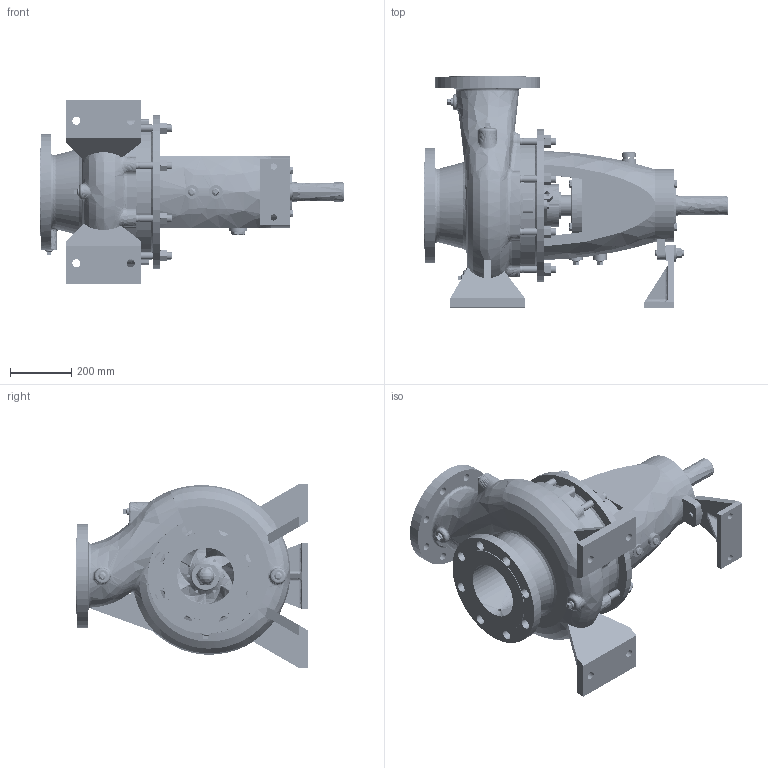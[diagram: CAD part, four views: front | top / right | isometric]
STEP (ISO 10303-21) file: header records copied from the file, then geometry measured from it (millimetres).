
FILE_DESCRIPTION(('FreeCAD Model'),'2;1');
FILE_NAME('Open CASCADE Shape Model','2025-05-08T08:48:54',('FreeCAD'),( 'FreeCAD'),'Open CASCADE STEP processor 7.6','FreeCAD','Unknown');
FILE_SCHEMA(('AUTOMOTIVE_DESIGN { 1 0 10303 214 1 1 1 1 }'));
Products named in the file (1): Open CASCADE STEP translator 7.6 1
Bounding box: 993.92 x 756.56 x 600.8 mm (x, y, z)
Volume: 59209730.2 mm3; surface area: 5829087.4 mm2
Topology: 88 solids, 90 shells, 2544 faces, 5908 edges, 3522 vertices
Faces by surface type: bspline 2544
Entity records: 110918 total; most frequent: CARTESIAN_POINT 78002, ORIENTED_EDGE 11558, EDGE_CURVE 5779, VERTEX_POINT 3501, B_SPLINE_CURVE_WITH_KNOTS 2931, FACE_BOUND 2883, EDGE_LOOP 2883, ADVANCED_FACE 2544
